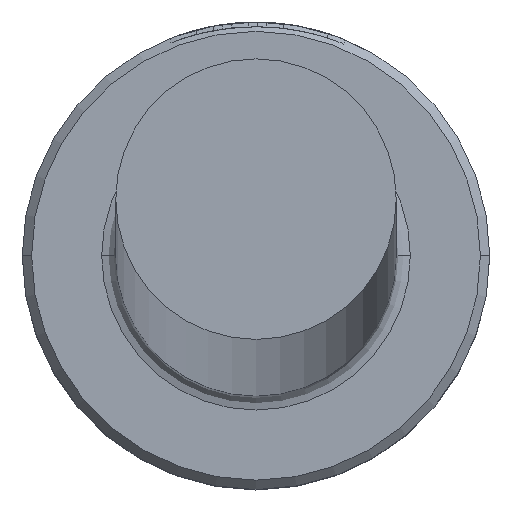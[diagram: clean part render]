
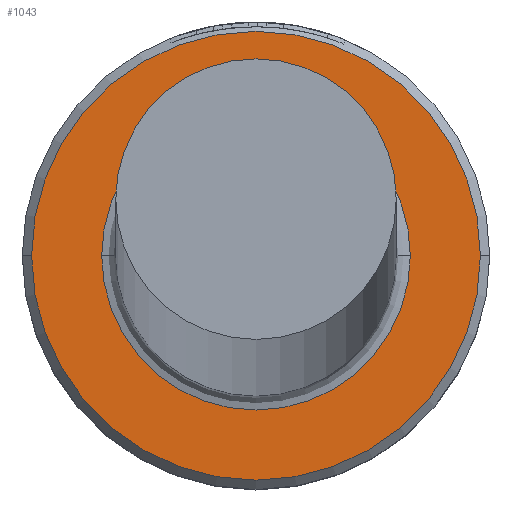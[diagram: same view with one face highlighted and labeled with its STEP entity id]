
A CAD part, top view. The second image highlights one B-rep face of the part: STEP entity #1043.
In plain terms, the highlighted planar face has unit normal (0, 0, 1).
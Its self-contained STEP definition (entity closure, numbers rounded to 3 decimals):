
#8 = CIRCLE ( 'NONE', #673, 4.8 ) ;
#18 = CIRCLE ( 'NONE', #790, 3.3 ) ;
#47 = CIRCLE ( 'NONE', #550, 4.8 ) ;
#53 = DIRECTION ( 'NONE',  ( 0., 0., -1. ) ) ;
#54 = DIRECTION ( 'NONE',  ( 0., 0., -1. ) ) ;
#56 = FACE_OUTER_BOUND ( 'NONE', #394, .T. ) ;
#100 = ORIENTED_EDGE ( 'NONE', *, *, #335, .T. ) ;
#153 = CARTESIAN_POINT ( 'NONE',  ( 0., 0., 6. ) ) ;
#243 = CARTESIAN_POINT ( 'NONE',  ( 4.8, 0., 6. ) ) ;
#335 = EDGE_CURVE ( 'NONE', #740, #382, #8, .T. ) ;
#346 = DIRECTION ( 'NONE',  ( 0., 0., 1. ) ) ;
#353 = CARTESIAN_POINT ( 'NONE',  ( 3.3, 0., 6. ) ) ;
#372 = EDGE_LOOP ( 'NONE', ( #844, #659 ) ) ;
#382 = VERTEX_POINT ( 'NONE', #243 ) ;
#394 = EDGE_LOOP ( 'NONE', ( #100, #1110 ) ) ;
#413 = AXIS2_PLACEMENT_3D ( 'NONE', #634, #53, #729 ) ;
#491 = DIRECTION ( 'NONE',  ( 0., 0., 1. ) ) ;
#550 = AXIS2_PLACEMENT_3D ( 'NONE', #1005, #491, #1093 ) ;
#565 = CIRCLE ( 'NONE', #413, 3.3 ) ;
#634 = CARTESIAN_POINT ( 'NONE',  ( 0., 0., 6. ) ) ;
#635 = CARTESIAN_POINT ( 'NONE',  ( 0., 0., 6. ) ) ;
#639 = EDGE_CURVE ( 'NONE', #382, #740, #47, .T. ) ;
#659 = ORIENTED_EDGE ( 'NONE', *, *, #1034, .T. ) ;
#673 = AXIS2_PLACEMENT_3D ( 'NONE', #800, #727, #720 ) ;
#720 = DIRECTION ( 'NONE',  ( 1., 0., 0. ) ) ;
#727 = DIRECTION ( 'NONE',  ( 0., 0., 1. ) ) ;
#729 = DIRECTION ( 'NONE',  ( -1., 0., 0. ) ) ;
#730 = DIRECTION ( 'NONE',  ( -1., 0., 0. ) ) ;
#737 = AXIS2_PLACEMENT_3D ( 'NONE', #153, #346, #961 ) ;
#740 = VERTEX_POINT ( 'NONE', #935 ) ;
#756 = FACE_BOUND ( 'NONE', #372, .T. ) ;
#790 = AXIS2_PLACEMENT_3D ( 'NONE', #635, #54, #730 ) ;
#800 = CARTESIAN_POINT ( 'NONE',  ( 0., 0., 6. ) ) ;
#844 = ORIENTED_EDGE ( 'NONE', *, *, #1049, .T. ) ;
#886 = PLANE ( 'NONE',  #737 ) ;
#907 = CARTESIAN_POINT ( 'NONE',  ( -3.3, 0., 6. ) ) ;
#935 = CARTESIAN_POINT ( 'NONE',  ( -4.8, 0., 6. ) ) ;
#961 = DIRECTION ( 'NONE',  ( 1., 0., 0. ) ) ;
#1005 = CARTESIAN_POINT ( 'NONE',  ( 0., 0., 6. ) ) ;
#1034 = EDGE_CURVE ( 'NONE', #1074, #1130, #565, .T. ) ;
#1043 = ADVANCED_FACE ( 'NONE', ( #56, #756 ), #886, .T. ) ;
#1049 = EDGE_CURVE ( 'NONE', #1130, #1074, #18, .T. ) ;
#1074 = VERTEX_POINT ( 'NONE', #353 ) ;
#1093 = DIRECTION ( 'NONE',  ( 1., 0., 0. ) ) ;
#1110 = ORIENTED_EDGE ( 'NONE', *, *, #639, .T. ) ;
#1130 = VERTEX_POINT ( 'NONE', #907 ) ;
